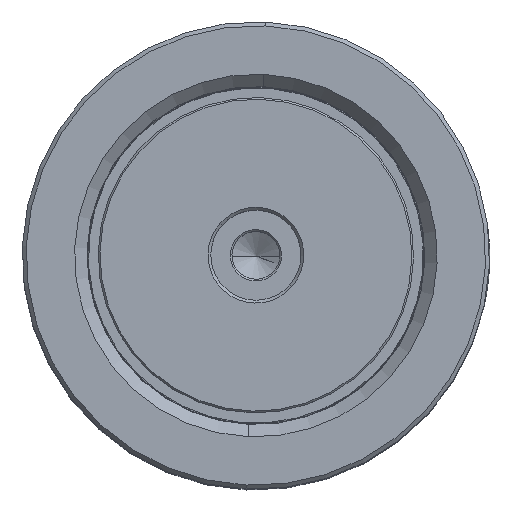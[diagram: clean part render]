
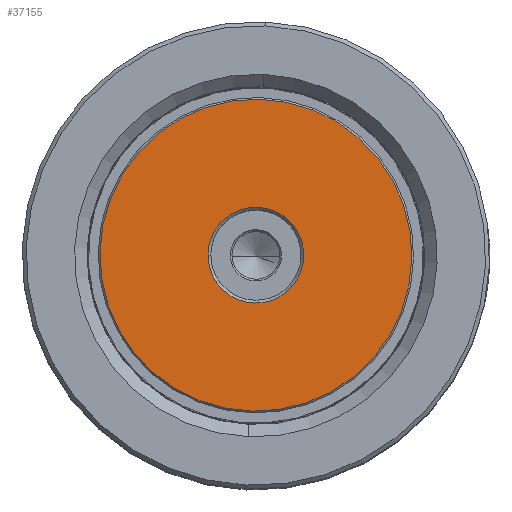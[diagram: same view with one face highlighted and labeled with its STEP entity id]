
A CAD part, top view. The second image highlights one B-rep face of the part: STEP entity #37155.
In plain terms, the highlighted face is planar.
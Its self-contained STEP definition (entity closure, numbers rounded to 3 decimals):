
#852 = CARTESIAN_POINT ( 'NONE',  ( 0., 0., 0. ) ) ;
#1365 = DIRECTION ( 'NONE',  ( 0., 0., -1. ) ) ;
#4545 = AXIS2_PLACEMENT_3D ( 'NONE', #852, #32415, #63590 ) ;
#5999 = FACE_OUTER_BOUND ( 'NONE', #62054, .T. ) ;
#6842 = CIRCLE ( 'NONE', #44982, 27.7 ) ;
#13152 = DIRECTION ( 'NONE',  ( 0., 0., -1. ) ) ;
#15120 = CARTESIAN_POINT ( 'NONE',  ( -27.7, 0., 0. ) ) ;
#16643 = FACE_BOUND ( 'NONE', #32957, .T. ) ;
#18025 = DIRECTION ( 'NONE',  ( 1., 0., 0. ) ) ;
#18185 = CARTESIAN_POINT ( 'NONE',  ( 0., 0., 0. ) ) ;
#18773 = ORIENTED_EDGE ( 'NONE', *, *, #35502, .T. ) ;
#23891 = AXIS2_PLACEMENT_3D ( 'NONE', #23938, #49603, #18025 ) ;
#23938 = CARTESIAN_POINT ( 'NONE',  ( 0., 0., 0. ) ) ;
#24029 = CIRCLE ( 'NONE', #52898, 8.5 ) ;
#24633 = ORIENTED_EDGE ( 'NONE', *, *, #55191, .T. ) ;
#26112 = EDGE_CURVE ( 'NONE', #64536, #63761, #31640, .T. ) ;
#28601 = CARTESIAN_POINT ( 'NONE',  ( 27.7, 0., 0. ) ) ;
#31640 = CIRCLE ( 'NONE', #48205, 27.7 ) ;
#31659 = DIRECTION ( 'NONE',  ( 0., 0., 1. ) ) ;
#32415 = DIRECTION ( 'NONE',  ( 0., 0., 1. ) ) ;
#32476 = CARTESIAN_POINT ( 'NONE',  ( 0., 0., 0. ) ) ;
#32957 = EDGE_LOOP ( 'NONE', ( #24633, #18773 ) ) ;
#34247 = PLANE ( 'NONE',  #23891 ) ;
#35502 = EDGE_CURVE ( 'NONE', #44280, #59195, #24029, .T. ) ;
#35548 = CIRCLE ( 'NONE', #4545, 8.5 ) ;
#36223 = EDGE_CURVE ( 'NONE', #63761, #64536, #6842, .T. ) ;
#37155 = ADVANCED_FACE ( 'NONE', ( #5999, #16643 ), #34247, .F. ) ;
#43042 = DIRECTION ( 'NONE',  ( 1., 0., 0. ) ) ;
#44280 = VERTEX_POINT ( 'NONE', #44979 ) ;
#44979 = CARTESIAN_POINT ( 'NONE',  ( 8.5, 0., 0. ) ) ;
#44982 = AXIS2_PLACEMENT_3D ( 'NONE', #32476, #1365, #43042 ) ;
#47476 = DIRECTION ( 'NONE',  ( 1., 0., 0. ) ) ;
#47526 = ORIENTED_EDGE ( 'NONE', *, *, #36223, .T. ) ;
#48205 = AXIS2_PLACEMENT_3D ( 'NONE', #18185, #13152, #64900 ) ;
#49603 = DIRECTION ( 'NONE',  ( 0., 0., 1. ) ) ;
#52898 = AXIS2_PLACEMENT_3D ( 'NONE', #57334, #31659, #47476 ) ;
#54282 = CARTESIAN_POINT ( 'NONE',  ( -8.5, 0., 0. ) ) ;
#55191 = EDGE_CURVE ( 'NONE', #59195, #44280, #35548, .T. ) ;
#57334 = CARTESIAN_POINT ( 'NONE',  ( 0., 0., 0. ) ) ;
#59195 = VERTEX_POINT ( 'NONE', #54282 ) ;
#62054 = EDGE_LOOP ( 'NONE', ( #62721, #47526 ) ) ;
#62721 = ORIENTED_EDGE ( 'NONE', *, *, #26112, .T. ) ;
#63590 = DIRECTION ( 'NONE',  ( 1., 0., 0. ) ) ;
#63761 = VERTEX_POINT ( 'NONE', #15120 ) ;
#64536 = VERTEX_POINT ( 'NONE', #28601 ) ;
#64900 = DIRECTION ( 'NONE',  ( 1., 0., 0. ) ) ;
